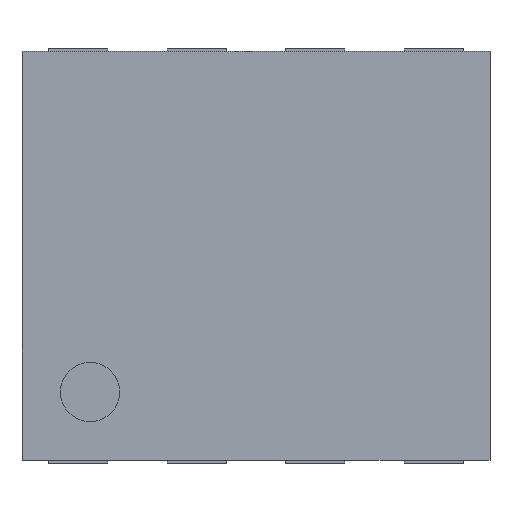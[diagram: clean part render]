
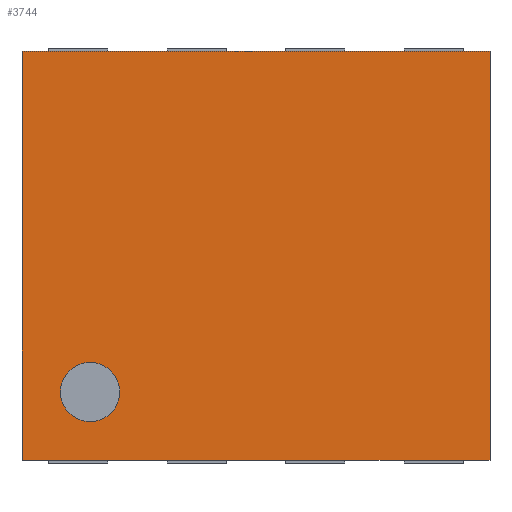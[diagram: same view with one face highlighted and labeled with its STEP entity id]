
A CAD part, top view. The second image highlights one B-rep face of the part: STEP entity #3744.
In plain terms, the highlighted planar face has unit normal (0, 0, 1).
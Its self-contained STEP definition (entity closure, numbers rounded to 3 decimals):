
#128 = PLANE('',#129);
#129 = AXIS2_PLACEMENT_3D('',#130,#131,#132);
#130 = CARTESIAN_POINT('',(-0.79,0.69,0.02));
#131 = DIRECTION('',(0.,1.,0.));
#132 = DIRECTION('',(0.,0.,1.));
#365 = PLANE('',#366);
#366 = AXIS2_PLACEMENT_3D('',#367,#368,#369);
#367 = CARTESIAN_POINT('',(-0.79,-0.69,0.02));
#368 = DIRECTION('',(1.,0.,0.));
#369 = DIRECTION('',(0.,0.,1.));
#393 = PLANE('',#394);
#394 = AXIS2_PLACEMENT_3D('',#395,#396,#397);
#395 = CARTESIAN_POINT('',(-0.79,-0.69,0.02));
#396 = DIRECTION('',(0.,1.,0.));
#397 = DIRECTION('',(0.,0.,1.));
#861 = PLANE('',#862);
#862 = AXIS2_PLACEMENT_3D('',#863,#864,#865);
#863 = CARTESIAN_POINT('',(0.79,-0.69,0.02));
#864 = DIRECTION('',(1.,0.,0.));
#865 = DIRECTION('',(0.,0.,1.));
#1253 = VERTEX_POINT('',#1254);
#1254 = CARTESIAN_POINT('',(-0.79,0.69,0.39));
#1275 = EDGE_CURVE('',#1253,#1276,#1278,.T.);
#1276 = VERTEX_POINT('',#1277);
#1277 = CARTESIAN_POINT('',(0.79,0.69,0.39));
#1278 = SURFACE_CURVE('',#1279,(#1283,#1290),.PCURVE_S1.);
#1279 = LINE('',#1280,#1281);
#1280 = CARTESIAN_POINT('',(-0.79,0.69,0.39));
#1281 = VECTOR('',#1282,1.);
#1282 = DIRECTION('',(1.,0.,0.));
#1283 = PCURVE('',#128,#1284);
#1284 = DEFINITIONAL_REPRESENTATION('',(#1285),#1289);
#1285 = LINE('',#1286,#1287);
#1286 = CARTESIAN_POINT('',(0.37,0.));
#1287 = VECTOR('',#1288,1.);
#1288 = DIRECTION('',(0.,1.));
#1289 = ( GEOMETRIC_REPRESENTATION_CONTEXT(2)
PARAMETRIC_REPRESENTATION_CONTEXT() REPRESENTATION_CONTEXT('2D SPACE',''
) );
#1290 = PCURVE('',#1291,#1296);
#1291 = PLANE('',#1292);
#1292 = AXIS2_PLACEMENT_3D('',#1293,#1294,#1295);
#1293 = CARTESIAN_POINT('',(-0.79,-0.69,0.39));
#1294 = DIRECTION('',(0.,0.,1.));
#1295 = DIRECTION('',(1.,0.,0.));
#1296 = DEFINITIONAL_REPRESENTATION('',(#1297),#1301);
#1297 = LINE('',#1298,#1299);
#1298 = CARTESIAN_POINT('',(0.,1.38));
#1299 = VECTOR('',#1300,1.);
#1300 = DIRECTION('',(1.,0.));
#1301 = ( GEOMETRIC_REPRESENTATION_CONTEXT(2)
PARAMETRIC_REPRESENTATION_CONTEXT() REPRESENTATION_CONTEXT('2D SPACE',''
) );
#2351 = VERTEX_POINT('',#2352);
#2352 = CARTESIAN_POINT('',(0.79,-0.69,0.39));
#2375 = EDGE_CURVE('',#2351,#1276,#2376,.T.);
#2376 = SURFACE_CURVE('',#2377,(#2381,#2388),.PCURVE_S1.);
#2377 = LINE('',#2378,#2379);
#2378 = CARTESIAN_POINT('',(0.79,-0.69,0.39));
#2379 = VECTOR('',#2380,1.);
#2380 = DIRECTION('',(0.,1.,0.));
#2381 = PCURVE('',#861,#2382);
#2382 = DEFINITIONAL_REPRESENTATION('',(#2383),#2387);
#2383 = LINE('',#2384,#2385);
#2384 = CARTESIAN_POINT('',(0.37,0.));
#2385 = VECTOR('',#2386,1.);
#2386 = DIRECTION('',(0.,-1.));
#2387 = ( GEOMETRIC_REPRESENTATION_CONTEXT(2)
PARAMETRIC_REPRESENTATION_CONTEXT() REPRESENTATION_CONTEXT('2D SPACE',''
) );
#2388 = PCURVE('',#1291,#2389);
#2389 = DEFINITIONAL_REPRESENTATION('',(#2390),#2394);
#2390 = LINE('',#2391,#2392);
#2391 = CARTESIAN_POINT('',(1.58,0.));
#2392 = VECTOR('',#2393,1.);
#2393 = DIRECTION('',(0.,1.));
#2394 = ( GEOMETRIC_REPRESENTATION_CONTEXT(2)
PARAMETRIC_REPRESENTATION_CONTEXT() REPRESENTATION_CONTEXT('2D SPACE',''
) );
#2401 = VERTEX_POINT('',#2402);
#2402 = CARTESIAN_POINT('',(-0.79,-0.69,0.39));
#2423 = EDGE_CURVE('',#2401,#2351,#2424,.T.);
#2424 = SURFACE_CURVE('',#2425,(#2429,#2436),.PCURVE_S1.);
#2425 = LINE('',#2426,#2427);
#2426 = CARTESIAN_POINT('',(-0.79,-0.69,0.39));
#2427 = VECTOR('',#2428,1.);
#2428 = DIRECTION('',(1.,0.,0.));
#2429 = PCURVE('',#393,#2430);
#2430 = DEFINITIONAL_REPRESENTATION('',(#2431),#2435);
#2431 = LINE('',#2432,#2433);
#2432 = CARTESIAN_POINT('',(0.37,0.));
#2433 = VECTOR('',#2434,1.);
#2434 = DIRECTION('',(0.,1.));
#2435 = ( GEOMETRIC_REPRESENTATION_CONTEXT(2)
PARAMETRIC_REPRESENTATION_CONTEXT() REPRESENTATION_CONTEXT('2D SPACE',''
) );
#2436 = PCURVE('',#1291,#2437);
#2437 = DEFINITIONAL_REPRESENTATION('',(#2438),#2442);
#2438 = LINE('',#2439,#2440);
#2439 = CARTESIAN_POINT('',(0.,0.));
#2440 = VECTOR('',#2441,1.);
#2441 = DIRECTION('',(1.,0.));
#2442 = ( GEOMETRIC_REPRESENTATION_CONTEXT(2)
PARAMETRIC_REPRESENTATION_CONTEXT() REPRESENTATION_CONTEXT('2D SPACE',''
) );
#3643 = EDGE_CURVE('',#2401,#1253,#3644,.T.);
#3644 = SURFACE_CURVE('',#3645,(#3649,#3656),.PCURVE_S1.);
#3645 = LINE('',#3646,#3647);
#3646 = CARTESIAN_POINT('',(-0.79,-0.69,0.39));
#3647 = VECTOR('',#3648,1.);
#3648 = DIRECTION('',(0.,1.,0.));
#3649 = PCURVE('',#365,#3650);
#3650 = DEFINITIONAL_REPRESENTATION('',(#3651),#3655);
#3651 = LINE('',#3652,#3653);
#3652 = CARTESIAN_POINT('',(0.37,0.));
#3653 = VECTOR('',#3654,1.);
#3654 = DIRECTION('',(0.,-1.));
#3655 = ( GEOMETRIC_REPRESENTATION_CONTEXT(2)
PARAMETRIC_REPRESENTATION_CONTEXT() REPRESENTATION_CONTEXT('2D SPACE',''
) );
#3656 = PCURVE('',#1291,#3657);
#3657 = DEFINITIONAL_REPRESENTATION('',(#3658),#3662);
#3658 = LINE('',#3659,#3660);
#3659 = CARTESIAN_POINT('',(0.,0.));
#3660 = VECTOR('',#3661,1.);
#3661 = DIRECTION('',(0.,1.));
#3662 = ( GEOMETRIC_REPRESENTATION_CONTEXT(2)
PARAMETRIC_REPRESENTATION_CONTEXT() REPRESENTATION_CONTEXT('2D SPACE',''
) );
#3744 = ADVANCED_FACE('',(#3745,#3751),#1291,.T.);
#3745 = FACE_BOUND('',#3746,.T.);
#3746 = EDGE_LOOP('',(#3747,#3748,#3749,#3750));
#3747 = ORIENTED_EDGE('',*,*,#3643,.F.);
#3748 = ORIENTED_EDGE('',*,*,#2423,.T.);
#3749 = ORIENTED_EDGE('',*,*,#2375,.T.);
#3750 = ORIENTED_EDGE('',*,*,#1275,.F.);
#3751 = FACE_BOUND('',#3752,.T.);
#3752 = EDGE_LOOP('',(#3753));
#3753 = ORIENTED_EDGE('',*,*,#3754,.T.);
#3754 = EDGE_CURVE('',#3755,#3755,#3757,.T.);
#3755 = VERTEX_POINT('',#3756);
#3756 = CARTESIAN_POINT('',(-0.46,-0.46,0.39));
#3757 = SURFACE_CURVE('',#3758,(#3763,#3774),.PCURVE_S1.);
#3758 = CIRCLE('',#3759,0.1);
#3759 = AXIS2_PLACEMENT_3D('',#3760,#3761,#3762);
#3760 = CARTESIAN_POINT('',(-0.56,-0.46,0.39));
#3761 = DIRECTION('',(0.,0.,-1.));
#3762 = DIRECTION('',(1.,0.,0.));
#3763 = PCURVE('',#1291,#3764);
#3764 = DEFINITIONAL_REPRESENTATION('',(#3765),#3773);
#3765 = ( BOUNDED_CURVE() B_SPLINE_CURVE(2,(#3766,#3767,#3768,#3769,
#3770,#3771,#3772),.UNSPECIFIED.,.T.,.F.) B_SPLINE_CURVE_WITH_KNOTS((1,2
,2,2,2,1),(-2.094,0.,2.094,4.189,
6.283,8.378),.UNSPECIFIED.) CURVE()
GEOMETRIC_REPRESENTATION_ITEM() RATIONAL_B_SPLINE_CURVE((1.,0.5,1.,0.5,
1.,0.5,1.)) REPRESENTATION_ITEM('') );
#3766 = CARTESIAN_POINT('',(0.33,0.23));
#3767 = CARTESIAN_POINT('',(0.33,0.057));
#3768 = CARTESIAN_POINT('',(0.18,0.143));
#3769 = CARTESIAN_POINT('',(0.03,0.23));
#3770 = CARTESIAN_POINT('',(0.18,0.317));
#3771 = CARTESIAN_POINT('',(0.33,0.403));
#3772 = CARTESIAN_POINT('',(0.33,0.23));
#3773 = ( GEOMETRIC_REPRESENTATION_CONTEXT(2)
PARAMETRIC_REPRESENTATION_CONTEXT() REPRESENTATION_CONTEXT('2D SPACE',''
) );
#3774 = PCURVE('',#3775,#3780);
#3775 = CYLINDRICAL_SURFACE('',#3776,0.1);
#3776 = AXIS2_PLACEMENT_3D('',#3777,#3778,#3779);
#3777 = CARTESIAN_POINT('',(-0.56,-0.46,0.4));
#3778 = DIRECTION('',(-0.,-0.,-1.));
#3779 = DIRECTION('',(1.,0.,0.));
#3780 = DEFINITIONAL_REPRESENTATION('',(#3781),#3785);
#3781 = LINE('',#3782,#3783);
#3782 = CARTESIAN_POINT('',(-6.283,0.01));
#3783 = VECTOR('',#3784,1.);
#3784 = DIRECTION('',(1.,-0.));
#3785 = ( GEOMETRIC_REPRESENTATION_CONTEXT(2)
PARAMETRIC_REPRESENTATION_CONTEXT() REPRESENTATION_CONTEXT('2D SPACE',''
) );
